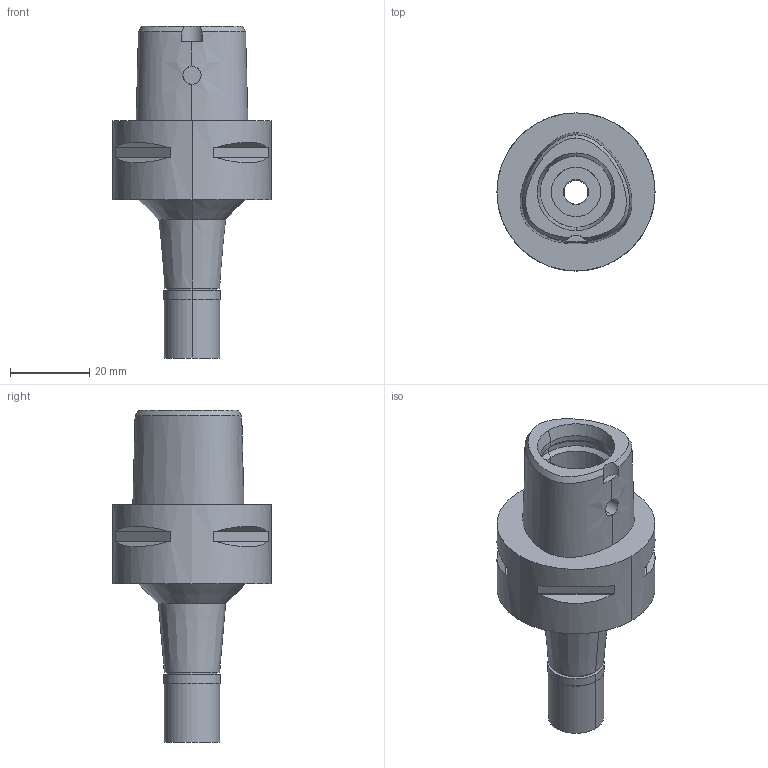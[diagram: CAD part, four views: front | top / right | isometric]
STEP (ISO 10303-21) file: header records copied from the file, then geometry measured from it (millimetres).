
FILE_DESCRIPTION((''),'2;1');
FILE_NAME('C4-MEGA6S-60T-060_ASM','2018-12-13T',('ykawabe'),(''),'CREO PARAMETRIC BY PTC INC, 2016380','CREO PARAMETRIC BY PTC INC, 2016380','');
FILE_SCHEMA(('AUTOMOTIVE_DESIGN { 1 0 10303 214 1 1 1 1 }'));
Length unit declared in the file: millimetre
Products named in the file (5): C4-MEGA6S-60T_1; NBC6S-6AA_1; MGN6S_1; DXF_TEMP_ASSY_ASM_4_ASM; C4-MEGA6S-60T-060_ASM
Assembly tree (4 placements, depth 3):
  C4-MEGA6S-60T-060_ASM
    DXF_TEMP_ASSY_ASM_4_ASM
      C4-MEGA6S-60T_1
      NBC6S-6AA_1
      MGN6S_1
Bounding box: 40 x 40 x 84 mm (x, y, z)
Volume: 38398.1 mm3; surface area: 14010.4 mm2
Topology: 3 solids, 3 shells, 117 faces, 250 edges, 153 vertices
Faces by surface type: cylinder 47, plane 40, cone 24, bspline 4, torus 2
Entity records: 5720 total; most frequent: CARTESIAN_POINT 1518, DIRECTION 620, ORIENTED_EDGE 500, AXIS2_PLACEMENT_3D 260, PRESENTATION_STYLE_ASSIGNMENT 258, STYLED_ITEM 258, CURVE_STYLE 255, EDGE_CURVE 250
